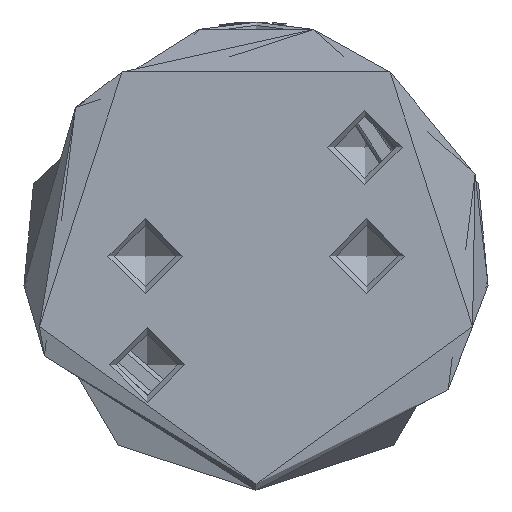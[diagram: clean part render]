
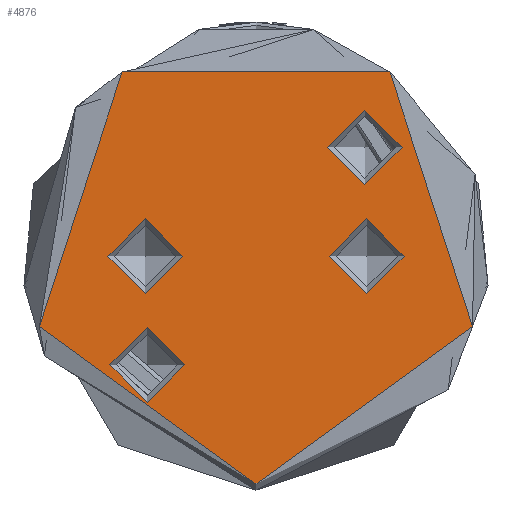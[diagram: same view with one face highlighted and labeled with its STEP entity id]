
A CAD part, front view. The second image highlights one B-rep face of the part: STEP entity #4876.
In plain terms, the highlighted face is planar.
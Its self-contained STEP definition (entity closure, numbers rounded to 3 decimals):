
#80 = AXIS2_PLACEMENT_3D ( 'NONE', #1958, #4923, #2385 ) ;
#88 = VERTEX_POINT ( 'NONE', #267 ) ;
#149 = EDGE_CURVE ( 'NONE', #328, #328, #2640, .T. ) ;
#194 = DIRECTION ( 'NONE',  ( -1., 0., 0. ) ) ;
#251 = CARTESIAN_POINT ( 'NONE',  ( 3.025, -9., 0. ) ) ;
#267 = CARTESIAN_POINT ( 'NONE',  ( -5.814, 8.839, 0. ) ) ;
#328 = VERTEX_POINT ( 'NONE', #251 ) ;
#439 = DIRECTION ( 'NONE',  ( 0., 0., 1. ) ) ;
#509 = EDGE_LOOP ( 'NONE', ( #4974 ) ) ;
#525 = CARTESIAN_POINT ( 'NONE',  ( 0., 19., 0. ) ) ;
#750 = ORIENTED_EDGE ( 'NONE', *, *, #149, .F. ) ;
#767 = AXIS2_PLACEMENT_3D ( 'NONE', #1189, #4108, #1600 ) ;
#818 = EDGE_LOOP ( 'NONE', ( #1122 ) ) ;
#933 = CIRCLE ( 'NONE', #80, 3.025 ) ;
#1122 = ORIENTED_EDGE ( 'NONE', *, *, #2563, .T. ) ;
#1189 = CARTESIAN_POINT ( 'NONE',  ( 8.839, -8.839, 0. ) ) ;
#1385 = DIRECTION ( 'NONE',  ( 0., 0., -1. ) ) ;
#1544 = CARTESIAN_POINT ( 'NONE',  ( -18.5, 0., 0. ) ) ;
#1600 = DIRECTION ( 'NONE',  ( 1., 0., 0. ) ) ;
#1650 = EDGE_CURVE ( 'NONE', #88, #88, #3475, .T. ) ;
#1958 = CARTESIAN_POINT ( 'NONE',  ( 0., 9., 0. ) ) ;
#1967 = CARTESIAN_POINT ( 'NONE',  ( 11.864, -8.839, 0. ) ) ;
#2062 = FACE_BOUND ( 'NONE', #3768, .T. ) ;
#2069 = FACE_OUTER_BOUND ( 'NONE', #818, .T. ) ;
#2092 = DIRECTION ( 'NONE',  ( 0., 0., 1. ) ) ;
#2136 = FACE_BOUND ( 'NONE', #509, .T. ) ;
#2179 = PLANE ( 'NONE',  #2237 ) ;
#2192 = FACE_BOUND ( 'NONE', #2396, .T. ) ;
#2199 = FACE_BOUND ( 'NONE', #3833, .T. ) ;
#2237 = AXIS2_PLACEMENT_3D ( 'NONE', #525, #1385, #4297 ) ;
#2385 = DIRECTION ( 'NONE',  ( 1., 0., 0. ) ) ;
#2396 = EDGE_LOOP ( 'NONE', ( #3454 ) ) ;
#2563 = EDGE_CURVE ( 'NONE', #4271, #4271, #4679, .T. ) ;
#2640 = CIRCLE ( 'NONE', #4469, 3.025 ) ;
#2690 = DIRECTION ( 'NONE',  ( 0., 0., 1. ) ) ;
#2933 = CARTESIAN_POINT ( 'NONE',  ( -8.839, 8.839, 0. ) ) ;
#3124 = EDGE_CURVE ( 'NONE', #4141, #4141, #933, .T. ) ;
#3361 = DIRECTION ( 'NONE',  ( 1., 0., 0. ) ) ;
#3438 = ORIENTED_EDGE ( 'NONE', *, *, #3124, .F. ) ;
#3454 = ORIENTED_EDGE ( 'NONE', *, *, #1650, .F. ) ;
#3475 = CIRCLE ( 'NONE', #4294, 3.025 ) ;
#3768 = EDGE_LOOP ( 'NONE', ( #3438 ) ) ;
#3833 = EDGE_LOOP ( 'NONE', ( #750 ) ) ;
#3877 = VERTEX_POINT ( 'NONE', #1967 ) ;
#4108 = DIRECTION ( 'NONE',  ( 0., 0., 1. ) ) ;
#4141 = VERTEX_POINT ( 'NONE', #5311 ) ;
#4271 = VERTEX_POINT ( 'NONE', #1544 ) ;
#4294 = AXIS2_PLACEMENT_3D ( 'NONE', #2933, #439, #3361 ) ;
#4297 = DIRECTION ( 'NONE',  ( -1., 0., 0. ) ) ;
#4351 = EDGE_CURVE ( 'NONE', #3877, #3877, #5109, .T. ) ;
#4411 = AXIS2_PLACEMENT_3D ( 'NONE', #5224, #2690, #194 ) ;
#4469 = AXIS2_PLACEMENT_3D ( 'NONE', #4627, #2092, #5056 ) ;
#4627 = CARTESIAN_POINT ( 'NONE',  ( 0., -9., 0. ) ) ;
#4679 = CIRCLE ( 'NONE', #4411, 18.5 ) ;
#4876 = ADVANCED_FACE ( 'NONE', ( #2192, #2062, #2199, #2136, #2069 ), #2179, .F. ) ;
#4923 = DIRECTION ( 'NONE',  ( 0., 0., 1. ) ) ;
#4974 = ORIENTED_EDGE ( 'NONE', *, *, #4351, .F. ) ;
#5056 = DIRECTION ( 'NONE',  ( 1., 0., 0. ) ) ;
#5109 = CIRCLE ( 'NONE', #767, 3.025 ) ;
#5224 = CARTESIAN_POINT ( 'NONE',  ( 0., 0., 0. ) ) ;
#5311 = CARTESIAN_POINT ( 'NONE',  ( 3.025, 9., 0. ) ) ;
